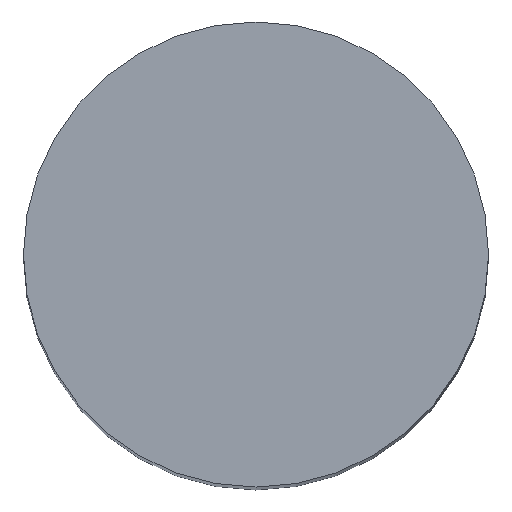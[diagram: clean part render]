
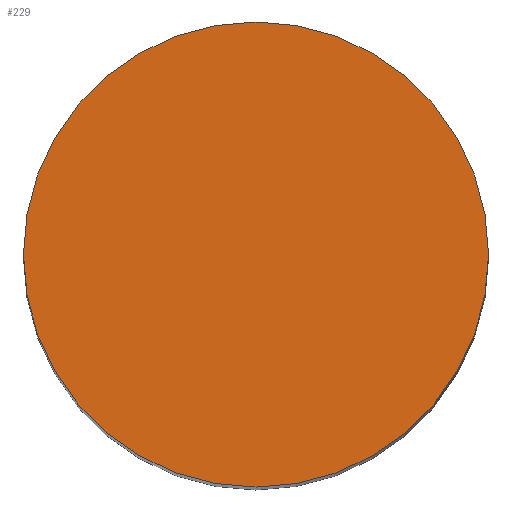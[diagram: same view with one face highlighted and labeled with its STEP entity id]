
A CAD part, top view. The second image highlights one B-rep face of the part: STEP entity #229.
In plain terms, the highlighted planar face has unit normal (0, 0, 1).
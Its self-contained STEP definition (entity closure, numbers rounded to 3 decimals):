
#119=EDGE_CURVE('240[2]',#296,#296,#297,.T.);
#229=ADVANCED_FACE('240[2]',(#442),#443,.T.);
#296=VERTEX_POINT('',#532);
#297=CIRCLE('',#533,5.0);
#442=FACE_OUTER_BOUND('',#780,.T.);
#443=PLANE('',#781);
#532=CARTESIAN_POINT('',(0.,-5.0,0.));
#533=AXIS2_PLACEMENT_3D('',#835,#836,#837);
#780=EDGE_LOOP('',(#1011));
#781=AXIS2_PLACEMENT_3D('',#1012,#1013,#1014);
#835=CARTESIAN_POINT('',(0.0,0.0,0.0));
#836=DIRECTION('',(0.,0.,1.0));
#837=DIRECTION('',(0.,-1.0,0.));
#1011=ORIENTED_EDGE('',*,*,#119,.T.);
#1012=CARTESIAN_POINT('',(0.,-2.5,0.));
#1013=DIRECTION('',(0.,0.,1.0));
#1014=DIRECTION('',(-1.0,0.,0.0));
